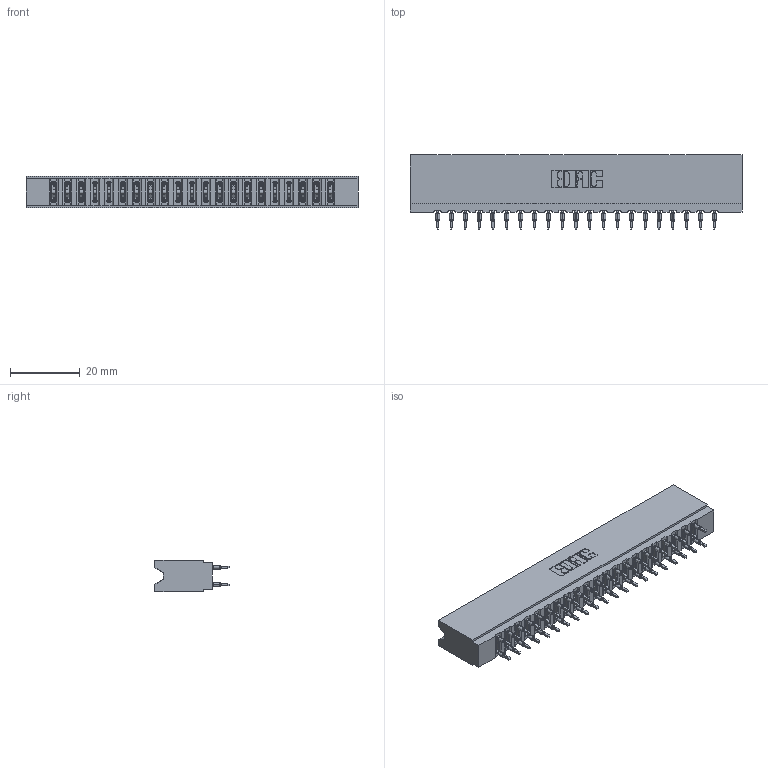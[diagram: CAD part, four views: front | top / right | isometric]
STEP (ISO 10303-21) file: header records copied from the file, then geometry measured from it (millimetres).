
FILE_DESCRIPTION (( 'STEP AP203' ), '1' );
FILE_NAME ('737-042-560-206.STEP', '2020-09-11T03:35:11', ( '' ), ( '' ), 'SwSTEP 2.0', 'SolidWorks 2020', '' );
FILE_SCHEMA (( 'CONFIG_CONTROL_DESIGN' ));
Length unit declared in the file: inch
Products named in the file (3): 737 Part_Insulator Option - 06; 745-292-001_560; 737-042-560-206
Assembly tree (43 placements, depth 2):
  737-042-560-206
    737 Part_Insulator Option - 06
    745-292-001_560  x42
Bounding box: 95.05 x 21.22 x 8.89 mm (x, y, z)
Volume: 9663 mm3; surface area: 14332.3 mm2
Topology: 43 solids, 43 shells, 4253 faces, 11639 edges, 7394 vertices
Faces by surface type: plane 2218, cylinder 943, bspline 840, torus 252
Entity records: 39230 total; most frequent: CARTESIAN_POINT 7320, ORIENTED_EDGE 6714, DIRECTION 5883, EDGE_CURVE 3357, VECTOR 3041, LINE 3041, VERTEX_POINT 2146, AXIS2_PLACEMENT_3D 1421
